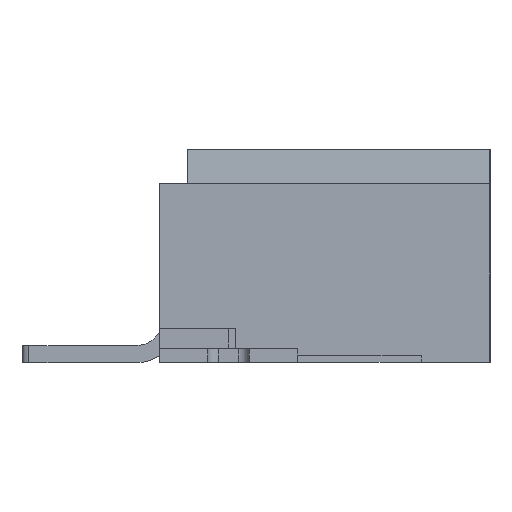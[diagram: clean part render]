
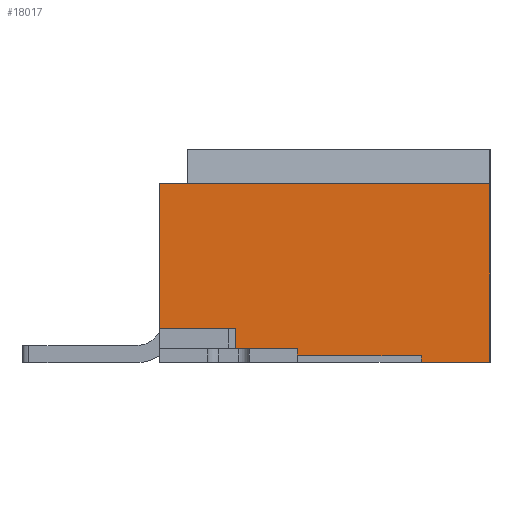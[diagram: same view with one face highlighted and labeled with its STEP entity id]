
A CAD part, left-side view. The second image highlights one B-rep face of the part: STEP entity #18017.
In plain terms, the highlighted planar face has unit normal (-1, 0, 0).
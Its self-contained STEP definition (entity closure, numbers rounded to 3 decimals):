
#2519=ORIENTED_EDGE('',*,*,#7225,.F.);
#2520=ORIENTED_EDGE('',*,*,#7226,.T.);
#2521=ORIENTED_EDGE('',*,*,#7227,.T.);
#2522=ORIENTED_EDGE('',*,*,#7228,.T.);
#2523=ORIENTED_EDGE('',*,*,#7229,.F.);
#2524=ORIENTED_EDGE('',*,*,#5972,.F.);
#2525=ORIENTED_EDGE('',*,*,#7230,.T.);
#2526=ORIENTED_EDGE('',*,*,#7231,.T.);
#2527=ORIENTED_EDGE('',*,*,#7232,.T.);
#5972=EDGE_CURVE('',#8632,#8633,#10374,.T.);
#7225=EDGE_CURVE('',#9531,#9532,#11568,.T.);
#7226=EDGE_CURVE('',#9531,#9533,#11569,.T.);
#7227=EDGE_CURVE('',#9533,#9534,#11570,.T.);
#7228=EDGE_CURVE('',#9534,#9535,#11571,.T.);
#7229=EDGE_CURVE('',#8633,#9535,#11572,.T.);
#7230=EDGE_CURVE('',#8632,#8617,#11573,.T.);
#7231=EDGE_CURVE('',#8617,#9536,#11574,.T.);
#7232=EDGE_CURVE('',#9536,#9532,#11575,.T.);
#8617=VERTEX_POINT('',#24905);
#8632=VERTEX_POINT('',#24952);
#8633=VERTEX_POINT('',#24953);
#9531=VERTEX_POINT('',#27340);
#9532=VERTEX_POINT('',#27341);
#9533=VERTEX_POINT('',#27343);
#9534=VERTEX_POINT('',#27345);
#9535=VERTEX_POINT('',#27347);
#9536=VERTEX_POINT('',#27351);
#10374=LINE('',#24951,#12922);
#11568=LINE('',#27339,#14116);
#11569=LINE('',#27342,#14117);
#11570=LINE('',#27344,#14118);
#11571=LINE('',#27346,#14119);
#11572=LINE('',#27348,#14120);
#11573=LINE('',#27349,#14121);
#11574=LINE('',#27350,#14122);
#11575=LINE('',#27352,#14123);
#12922=VECTOR('',#20061,1000.);
#14116=VECTOR('',#21845,1000.);
#14117=VECTOR('',#21846,1000.);
#14118=VECTOR('',#21847,1000.);
#14119=VECTOR('',#21848,1000.);
#14120=VECTOR('',#21849,1000.);
#14121=VECTOR('',#21850,1000.);
#14122=VECTOR('',#21851,1000.);
#14123=VECTOR('',#21852,1000.);
#15429=EDGE_LOOP('',(#2519,#2520,#2521,#2522,#2523,#2524,#2525,#2526,#2527));
#16312=FACE_BOUND('',#15429,.T.);
#17163=PLANE('',#19012);
#18017=ADVANCED_FACE('',(#16312),#17163,.F.);
#19012=AXIS2_PLACEMENT_3D('',#27338,#21843,#21844);
#20061=DIRECTION('',(0.,0.,-1.));
#21843=DIRECTION('',(1.,0.,0.));
#21844=DIRECTION('',(0.,0.,-1.));
#21845=DIRECTION('',(0.,1.,0.));
#21846=DIRECTION('',(0.,0.,-1.));
#21847=DIRECTION('',(0.,-1.,0.));
#21848=DIRECTION('',(0.,0.,-1.));
#21849=DIRECTION('',(0.,1.,0.));
#21850=DIRECTION('',(0.,1.,0.));
#21851=DIRECTION('',(0.,1.,0.));
#21852=DIRECTION('',(0.,0.,-1.));
#24905=CARTESIAN_POINT('',(-16.9,2.,1.05));
#24951=CARTESIAN_POINT('',(-16.9,-2.4,1.05));
#24952=CARTESIAN_POINT('',(-16.9,-2.4,1.05));
#24953=CARTESIAN_POINT('',(-16.9,-2.4,-1.55));
#27338=CARTESIAN_POINT('',(-16.9,-2.4,1.05));
#27339=CARTESIAN_POINT('',(-16.9,1.3,-1.05));
#27340=CARTESIAN_POINT('',(-16.9,1.3,-1.05));
#27341=CARTESIAN_POINT('',(-16.9,2.4,-1.05));
#27342=CARTESIAN_POINT('',(-16.9,1.3,-1.05));
#27343=CARTESIAN_POINT('',(-16.9,1.3,-1.45));
#27344=CARTESIAN_POINT('',(-16.9,2.4,-1.45));
#27345=CARTESIAN_POINT('',(-16.9,-1.4,-1.45));
#27346=CARTESIAN_POINT('',(-16.9,-1.4,-1.45));
#27347=CARTESIAN_POINT('',(-16.9,-1.4,-1.55));
#27348=CARTESIAN_POINT('',(-16.9,-2.4,-1.55));
#27349=CARTESIAN_POINT('',(-16.9,-2.4,1.05));
#27350=CARTESIAN_POINT('',(-16.9,2.,1.05));
#27351=CARTESIAN_POINT('',(-16.9,2.4,1.05));
#27352=CARTESIAN_POINT('',(-16.9,2.4,1.05));
